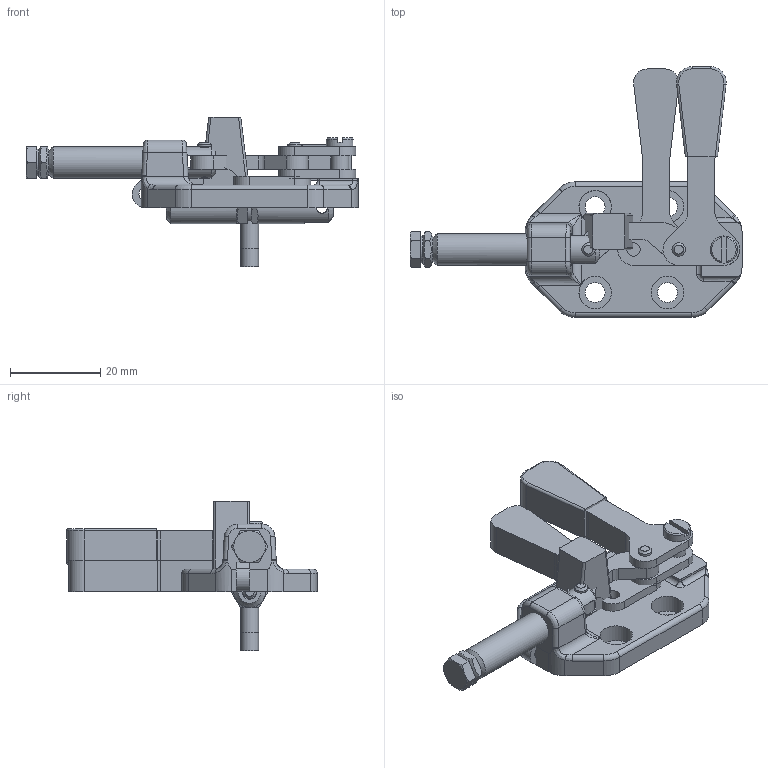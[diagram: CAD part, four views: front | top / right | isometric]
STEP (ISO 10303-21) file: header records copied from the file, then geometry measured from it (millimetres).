
FILE_DESCRIPTION( ( 'Unknown' ), '1' );
FILE_NAME( '305_UPINKA.stp', 'Unknown', ( 'Unknown' ), ( 'Unknown' ), 'PSStep 14.0', 'Unknown', ' ' );
FILE_SCHEMA( ( 'AUTOMOTIVE_DESIGN { 1 0 10303 214 1 1 1 1 }' ) );
Length unit declared in the file: millimetre
Products named in the file (11): Assem1; 305001_TELO; 305002_RUKOJET; 305005_TAHLO; 305007_SROUB M4; 720608_NYT 3x8; 720608_NYT 3x8-oa0; 800000_MATICE M4_DIN4398; 800097_SROUB M4x10-CSN ISO 4017; 300003_PIST; PLASTOVA RUKOJET-MACENA
Bounding box: 73.5 x 55.5 x 33 mm (x, y, z)
Volume: 24685.1 mm3; surface area: 18047.6 mm2
Topology: 20 solids, 20 shells, 562 faces, 1332 edges, 828 vertices
Faces by surface type: cylinder 204, plane 184, cone 92, torus 48, bspline 34
Full cylindrical faces by diameter (mm): 2.4 x4, 2.5 x6, 3 x16, 3.242 x10, 4 x32, 4.4 x8, 6 x2, 6.03 x2, 7 x4, 7.2 x8
Entity records: 10618 total; most frequent: CARTESIAN_POINT 2238, DIRECTION 1325, ORIENTED_EDGE 1076, AXIS2_PLACEMENT_3D 561, EDGE_CURVE 538, EDGE_LOOP 420, VERTEX_POINT 388, FACE_OUTER_BOUND 341
